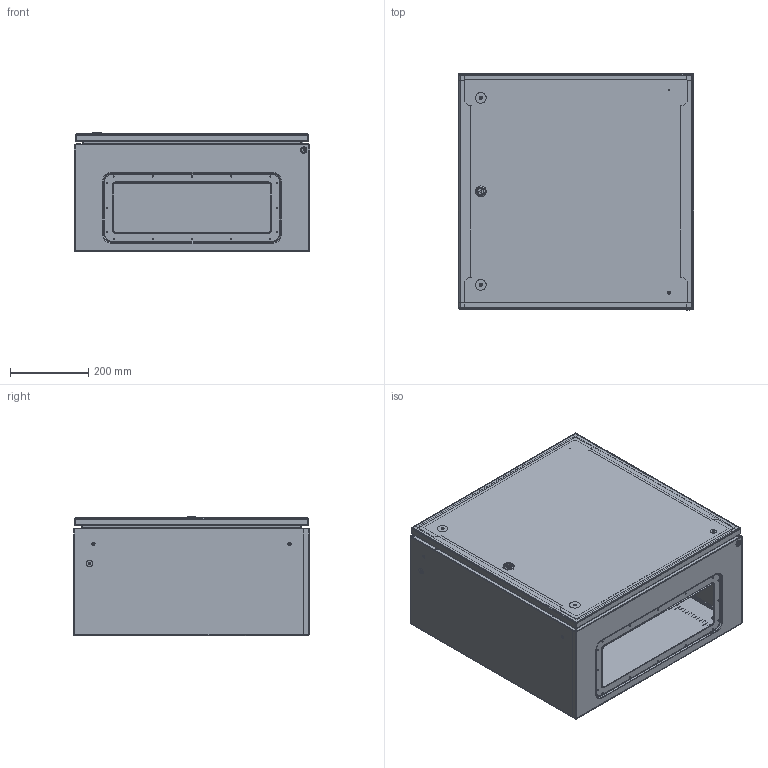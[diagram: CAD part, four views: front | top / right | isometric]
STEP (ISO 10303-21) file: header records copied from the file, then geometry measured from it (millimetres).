
FILE_DESCRIPTION (( 'STEP AP203' ), '1' );
FILE_NAME ('岓臍 139.00.00-60.60.30.STEP', '2023-09-20T11:30:09', ( '' ), ( '' ), 'SwSTEP 2.0', 'SolidWorks 2022', '' );
FILE_SCHEMA (( 'CONFIG_CONTROL_DESIGN' ));
Length unit declared in the file: millimetre
Products named in the file (30): IEK 720.002 Петля дверная_1,5; Гайка; Замок MESAN 060-1-1-37_MESAN 060-1-1-37-02; Гайка фланцевая DIN 6923_М6; Винт М5х12 ГОСТ 17475_Винт A.2.M5x14 ГОСТ 17475-80; КИВА 139.05.00СБ_600х600х300; IEK 201.013 Заглушка D5.5; IEK 720.001 Стойка_петли_зенковка 90; КИВА 139.00.00-60.60.30; Шпилька CFA_М6х25; КИВА 139.01.00СБ_600х600х300; Стойка петли + винт, кольцо, гайка_-01 (1.5мм); Пена полиуретановая RAKU-PUR 32-3250 (дверь)_600x600; IEK 201.013-01 Заглушка D8.0v3_10; IEK 705.023-04 ОСЬ; Шпилька AFК_M8x16; Ригель_12х46 (30403147); КИВА 139.03.01_600x600; 705.024 Колпачок; Стойка петли + винт, кольцо, гайка_-00 (2мм); IEK 720.001 Стойка_петли_1,5 мм зенковка; Корпус_под 1,4 мм; КИВА 139.02.01_600x600; IEK 201.010 Кольцо 005-008-19-2-3; Опора CY1-26 MESAN (для круглой тяги); КИВА 139.01.01_600х600х300; КИВА 139.02.00СБ_600х600; Гайка фланцевая DIN 6923_М5; КИВА 139.00.01_600x600; КИВА 139.02.02_01
Assembly tree (53 placements, depth 4):
  КИВА 139.00.00-60.60.30
    КИВА 139.01.00СБ_600х600х300
      КИВА 139.05.00СБ_600х600х300
        КИВА 139.01.01_600х600х300
        Шпилька AFК_M8x16  x2
        Шпилька CFA_М6х25  x4
      КИВА 139.03.01_600x600
      Стойка петли + винт, кольцо, гайка_-01 (1.5мм)
        IEK 720.001 Стойка_петли_1,5 мм зенковка
        Винт М5х12 ГОСТ 17475_Винт A.2.M5x14 ГОСТ 17475-80
        Гайка фланцевая DIN 6923_М5
        IEK 201.010 Кольцо 005-008-19-2-3
      Стойка петли + винт, кольцо, гайка_-00 (2мм)
        IEK 720.001 Стойка_петли_зенковка 90
        Винт М5х12 ГОСТ 17475_Винт A.2.M5x14 ГОСТ 17475-80
        Гайка фланцевая DIN 6923_М5
        IEK 201.010 Кольцо 005-008-19-2-3
      Шпилька CFA_М6х25  x4
    КИВА 139.02.00СБ_600х600
      КИВА 139.02.01_600x600
      Замок MESAN 060-1-1-37_MESAN 060-1-1-37-02
        Корпус_под 1,4 мм
        Ригель_12х46 (30403147)
        Гайка  x2
      КИВА 139.02.02_01  x2
      Шпилька AFК_M8x16
      Шпилька CFA_М6х25  x2
      Опора CY1-26 MESAN (для круглой тяги)  x2
      IEK 720.002 Петля дверная_1,5  x2
      Пена полиуретановая RAKU-PUR 32-3250 (дверь)_600x600
    КИВА 139.00.01_600x600
    IEK 201.013-01 Заглушка D8.0v3_10
    IEK 201.013 Заглушка D5.5  x2
    IEK 705.023-04 ОСЬ  x2
    705.024 Колпачок  x2
    Гайка фланцевая DIN 6923_М6  x4
Bounding box: 600 x 602.79 x 304.1 mm (x, y, z)
Volume: 2457047.4 mm3; surface area: 4096012.7 mm2
Topology: 48 solids, 48 shells, 2186 faces, 5012 edges, 3075 vertices
Faces by surface type: plane 1313, cylinder 473, bspline 196, cone 110, torus 79, sphere 15
Full cylindrical faces by diameter (mm): 1 x17, 3 x19, 3.4 x16, 3.5 x2, 3.8 x2, 4 x10, 4.136 x2, 5 x4, 5.3 x2, 5.5 x4, 6 x2, 6.1 x2, 6.2 x2, 7 x3, 7.1 x3, 7.2 x2, 8 x30, 9.2 x2, 10.1 x2, 10.6 x1, 11.8 x2, 14.2 x4, 15 x1, 16 x4, 16.6 x1, 20 x1, 27.5 x2, 28 x1
Entity records: 57223 total; most frequent: CARTESIAN_POINT 14392, ORIENTED_EDGE 7890, DIRECTION 7691, EDGE_CURVE 3945, LINE 2829, VECTOR 2829, VERTEX_POINT 2486, AXIS2_PLACEMENT_3D 2431
